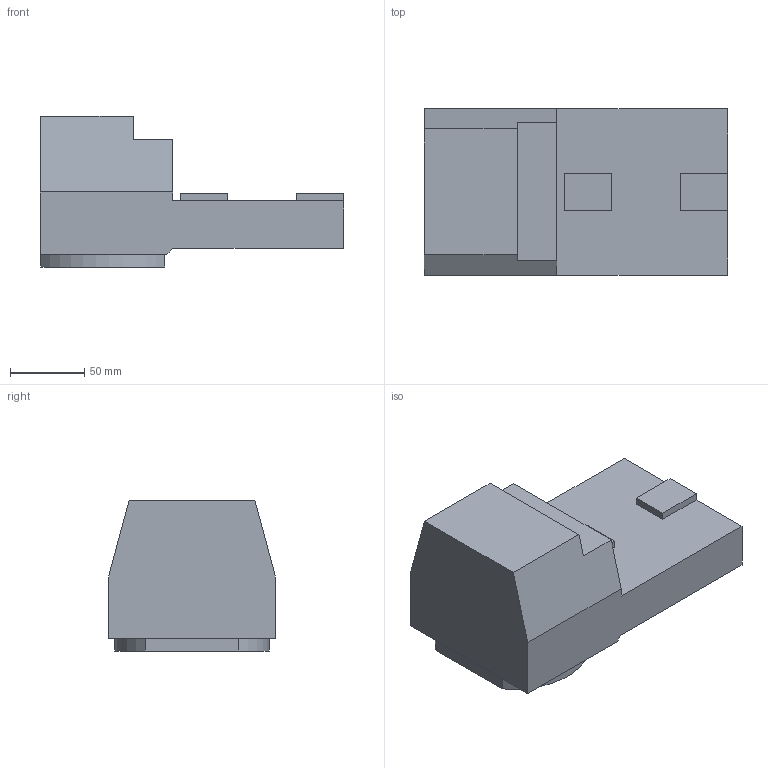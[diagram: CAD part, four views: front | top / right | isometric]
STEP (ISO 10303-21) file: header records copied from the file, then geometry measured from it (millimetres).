
FILE_DESCRIPTION(/* description */ (''),/* implementation_level */ '2;1');
FILE_NAME(/* name */ '1529051333252.stp',/* time_stamp */ '2018-06-15T10:28:58+02:00',/* author */ (''),/* organization */ ('SMS'),/* preprocessor_version */ 'ST-DEVELOPER v15',/* originating_system */ 'SIEMENS PLM Software NX 8.5',/* authorisation */ '');
FILE_SCHEMA (('AUTOMOTIVE_DESIGN { 1 0 10303 214 3 1 1 1 }'));
Length unit declared in the file: millimetre
Products named in the file (1): 200838927mod000_01
Bounding box: 204 x 112 x 102 mm (x, y, z)
Volume: 1259449.6 mm3; surface area: 95033.9 mm2
Topology: 1 solids, 1 shells, 36 faces, 91 edges, 63 vertices
Faces by surface type: plane 30, cylinder 5, bspline 1
Full cylindrical faces by diameter (mm): 4 x1, 48.5 x1, 63 x1
Entity records: 1362 total; most frequent: CARTESIAN_POINT 473, ORIENTED_EDGE 170, DIRECTION 164, EDGE_CURVE 85, LINE 68, VECTOR 68, VERTEX_POINT 61, AXIS2_PLACEMENT_3D 48
